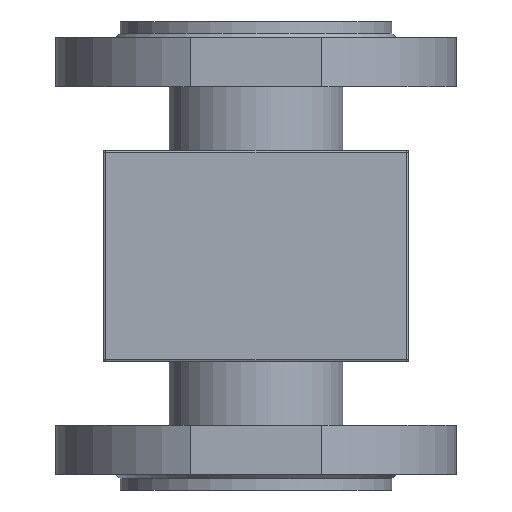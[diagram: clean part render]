
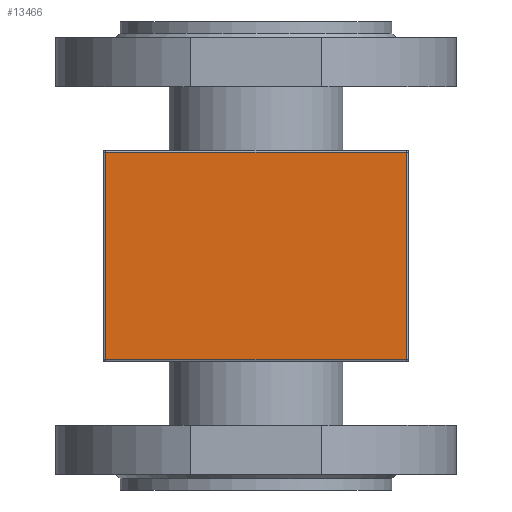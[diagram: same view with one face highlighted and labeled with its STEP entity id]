
A CAD part, front view. The second image highlights one B-rep face of the part: STEP entity #13466.
In plain terms, the highlighted planar face has unit normal (0, -1, 0).
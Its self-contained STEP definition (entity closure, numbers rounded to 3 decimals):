
#588 = DIRECTION ( 'NONE',  ( -1., 0., 0. ) ) ;
#724 = LINE ( 'NONE', #15338, #14310 ) ;
#755 = LINE ( 'NONE', #24881, #27907 ) ;
#2624 = EDGE_CURVE ( 'NONE', #30473, #12306, #27040, .T. ) ;
#3890 = CARTESIAN_POINT ( 'NONE',  ( 67.5, -65., -1. ) ) ;
#5051 = FACE_OUTER_BOUND ( 'NONE', #25512, .T. ) ;
#8517 = DIRECTION ( 'NONE',  ( 0., -1., 0. ) ) ;
#9583 = DIRECTION ( 'NONE',  ( 0., 0., -1. ) ) ;
#11421 = EDGE_CURVE ( 'NONE', #12306, #19320, #32670, .T. ) ;
#12306 = VERTEX_POINT ( 'NONE', #3890 ) ;
#12501 = ORIENTED_EDGE ( 'NONE', *, *, #11421, .T. ) ;
#13466 = ADVANCED_FACE ( 'NONE', ( #5051 ), #28808, .T. ) ;
#14310 = VECTOR ( 'NONE', #17879, 1000. ) ;
#15338 = CARTESIAN_POINT ( 'NONE',  ( -68.5, -65., -94. ) ) ;
#15668 = CARTESIAN_POINT ( 'NONE',  ( -68.5, -65., -1. ) ) ;
#15821 = CARTESIAN_POINT ( 'NONE',  ( 67.5, -65., -95. ) ) ;
#17331 = ORIENTED_EDGE ( 'NONE', *, *, #32105, .T. ) ;
#17879 = DIRECTION ( 'NONE',  ( 1., 0., 0. ) ) ;
#18135 = EDGE_CURVE ( 'NONE', #19320, #25673, #755, .T. ) ;
#19093 = CARTESIAN_POINT ( 'NONE',  ( -67.5, -65., -1. ) ) ;
#19320 = VERTEX_POINT ( 'NONE', #19093 ) ;
#19407 = CARTESIAN_POINT ( 'NONE',  ( -67.5, -65., -94. ) ) ;
#19934 = ORIENTED_EDGE ( 'NONE', *, *, #2624, .T. ) ;
#23786 = CARTESIAN_POINT ( 'NONE',  ( -68.5, -65., -95. ) ) ;
#24881 = CARTESIAN_POINT ( 'NONE',  ( -67.5, -65., -95. ) ) ;
#25512 = EDGE_LOOP ( 'NONE', ( #26739, #17331, #19934, #12501 ) ) ;
#25673 = VERTEX_POINT ( 'NONE', #19407 ) ;
#25863 = VECTOR ( 'NONE', #588, 1000. ) ;
#26345 = DIRECTION ( 'NONE',  ( 0., 0., -1. ) ) ;
#26405 = DIRECTION ( 'NONE',  ( 0., 0., 1. ) ) ;
#26739 = ORIENTED_EDGE ( 'NONE', *, *, #18135, .T. ) ;
#26954 = CARTESIAN_POINT ( 'NONE',  ( 67.5, -65., -94. ) ) ;
#27040 = LINE ( 'NONE', #15821, #29055 ) ;
#27907 = VECTOR ( 'NONE', #9583, 1000. ) ;
#28808 = PLANE ( 'NONE',  #30511 ) ;
#29055 = VECTOR ( 'NONE', #26405, 1000. ) ;
#30473 = VERTEX_POINT ( 'NONE', #26954 ) ;
#30511 = AXIS2_PLACEMENT_3D ( 'NONE', #23786, #8517, #26345 ) ;
#32105 = EDGE_CURVE ( 'NONE', #25673, #30473, #724, .T. ) ;
#32670 = LINE ( 'NONE', #15668, #25863 ) ;
